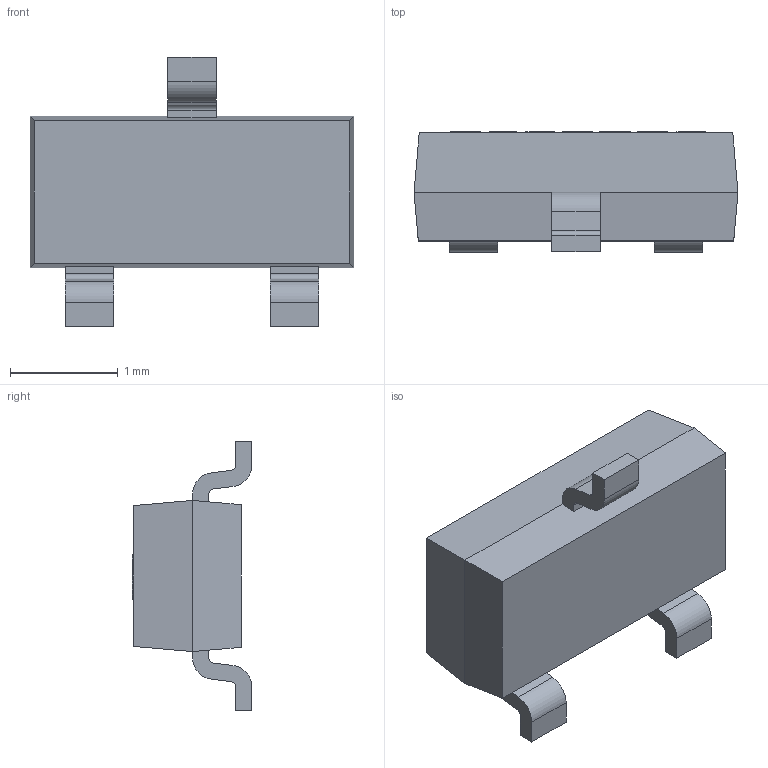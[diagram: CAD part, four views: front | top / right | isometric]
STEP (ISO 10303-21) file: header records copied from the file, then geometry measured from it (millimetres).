
FILE_DESCRIPTION (( 'STEP AP214' ), '1' );
FILE_NAME ('2N7002P.STEP', '2021-11-06T19:20:23', ( '' ), ( '' ), 'SwSTEP 2.0', 'SolidWorks 2021', '' );
FILE_SCHEMA (( 'AUTOMOTIVE_DESIGN' ));
Length unit declared in the file: millimetre
Products named in the file (1): 2N7002P
Bounding box: 3 x 1.11 x 2.5 mm (x, y, z)
Volume: 4.2 mm3; surface area: 20 mm2
Topology: 10 solids, 10 shells, 161 faces, 413 edges, 272 vertices
Faces by surface type: plane 109, bspline 40, cylinder 12
Entity records: 7268 total; most frequent: CARTESIAN_POINT 3367, ORIENTED_EDGE 826, DIRECTION 601, EDGE_CURVE 413, VECTOR 309, LINE 309, VERTEX_POINT 272, EDGE_LOOP 167
